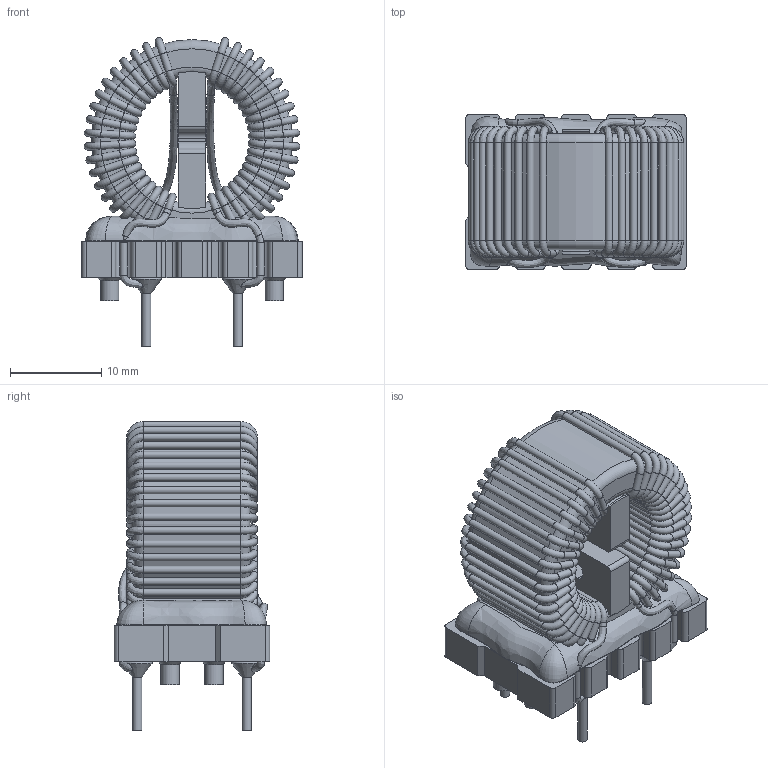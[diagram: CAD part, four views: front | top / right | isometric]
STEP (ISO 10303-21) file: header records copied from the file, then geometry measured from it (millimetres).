
FILE_DESCRIPTION(/* description */ ('Unknown'),/* implementation_level */ '2;1');
FILE_NAME(/* name */ '744824433_L',/* time_stamp */ '2023-06-13T13:49:34+02:00',/* author */ ('Unknown'),/* organization */ ('Unknown'),/* preprocessor_version */ 'ST-DEVELOPER v16.7',/* originating_system */ 'Solid Edge',/* authorisation */ 'Unknown');
FILE_SCHEMA (('AUTOMOTIVE_DESIGN {1 0 10303 214 3 1 1}'));
Length unit declared in the file: millimetre
Products named in the file (6): 744824433_L; Core; Base; Spacer; Glue; Solderpoint
Assembly tree (5 placements, depth 2):
  744824433_L
    Core
    Base
    Spacer
    Glue
    Solderpoint
Bounding box: 24.2 x 17 x 33.83 mm (x, y, z)
Volume: 6159.5 mm3; surface area: 8518 mm2
Topology: 10 solids, 10 shells, 594 faces, 1346 edges, 784 vertices
Faces by surface type: cylinder 242, bspline 133, plane 113, torus 94, cone 12
Full cylindrical faces by diameter (mm): 0.8 x160, 1 x4, 2 x4, 14 x1, 22 x1
Entity records: 43521 total; most frequent: CARTESIAN_POINT 28487, DIRECTION 2248, ORIENTED_EDGE 1880, AXIS2_PLACEMENT_3D 993, EDGE_LOOP 992, FACE_BOUND 992, EDGE_CURVE 940, VERTEX_POINT 750
